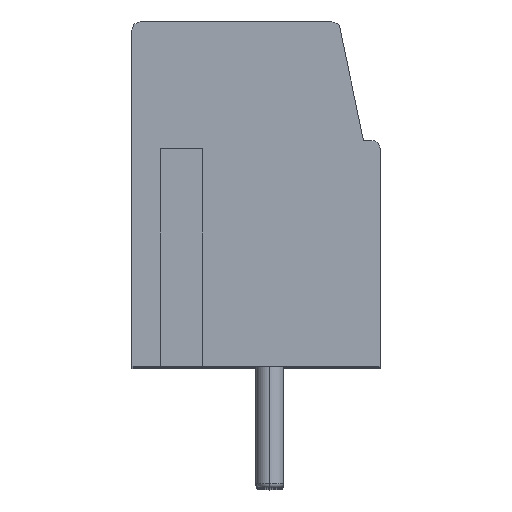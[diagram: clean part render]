
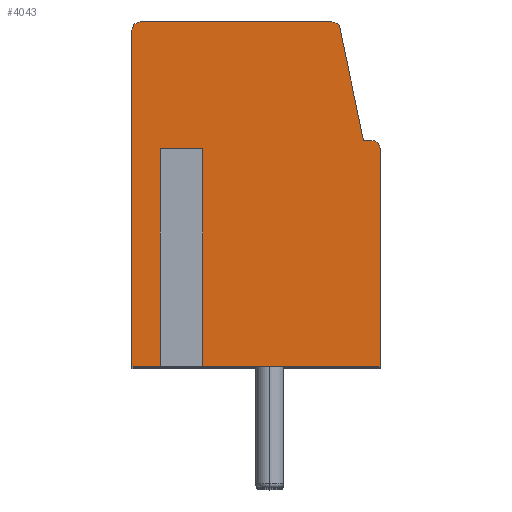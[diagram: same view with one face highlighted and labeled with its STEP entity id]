
A CAD part, top view. The second image highlights one B-rep face of the part: STEP entity #4043.
In plain terms, the highlighted planar face has unit normal (0, 0, 1).
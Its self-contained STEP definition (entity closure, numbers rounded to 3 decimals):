
#11 = CIRCLE ( 'NONE', #1146, 0.3 ) ;
#14 = VERTEX_POINT ( 'NONE', #2878 ) ;
#195 = ORIENTED_EDGE ( 'NONE', *, *, #4808, .F. ) ;
#199 = ORIENTED_EDGE ( 'NONE', *, *, #7983, .F. ) ;
#220 = FACE_OUTER_BOUND ( 'NONE', #1105, .T. ) ;
#254 = ORIENTED_EDGE ( 'NONE', *, *, #1742, .T. ) ;
#255 = LINE ( 'NONE', #4714, #9966 ) ;
#263 = VERTEX_POINT ( 'NONE', #10741 ) ;
#283 = VECTOR ( 'NONE', #3638, 1000. ) ;
#292 = VERTEX_POINT ( 'NONE', #9202 ) ;
#313 = DIRECTION ( 'NONE',  ( -1., 0., 0. ) ) ;
#456 = CARTESIAN_POINT ( 'NONE',  ( 7.256, 12.5, 22.5 ) ) ;
#458 = ORIENTED_EDGE ( 'NONE', *, *, #6248, .F. ) ;
#549 = DIRECTION ( 'NONE',  ( -1., 0., 0. ) ) ;
#557 = EDGE_CURVE ( 'NONE', #2768, #5913, #255, .T. ) ;
#572 = VECTOR ( 'NONE', #856, 1000. ) ;
#588 = DIRECTION ( 'NONE',  ( 0., 1., 0. ) ) ;
#729 = DIRECTION ( 'NONE',  ( -1., 0., 0. ) ) ;
#735 = VERTEX_POINT ( 'NONE', #5828 ) ;
#856 = DIRECTION ( 'NONE',  ( -1., 0., 0. ) ) ;
#876 = EDGE_CURVE ( 'NONE', #292, #8363, #1913, .T. ) ;
#1105 = EDGE_LOOP ( 'NONE', ( #254, #1397, #9396, #3645, #6538, #458, #9673, #9075, #9334, #199, #1328, #195, #2087 ) ) ;
#1146 = AXIS2_PLACEMENT_3D ( 'NONE', #8647, #9597, #11240 ) ;
#1328 = ORIENTED_EDGE ( 'NONE', *, *, #1728, .F. ) ;
#1397 = ORIENTED_EDGE ( 'NONE', *, *, #557, .F. ) ;
#1462 = EDGE_CURVE ( 'NONE', #14, #8363, #6253, .T. ) ;
#1602 = DIRECTION ( 'NONE',  ( 1., 0., 0. ) ) ;
#1728 = EDGE_CURVE ( 'NONE', #3241, #263, #4016, .T. ) ;
#1742 = EDGE_CURVE ( 'NONE', #6044, #5913, #5064, .T. ) ;
#1776 = LINE ( 'NONE', #6218, #9980 ) ;
#1808 = DIRECTION ( 'NONE',  ( 1., 0., 0. ) ) ;
#1817 = CIRCLE ( 'NONE', #4435, 0.3 ) ;
#1913 = CIRCLE ( 'NONE', #2093, 0.3 ) ;
#2087 = ORIENTED_EDGE ( 'NONE', *, *, #6115, .F. ) ;
#2093 = AXIS2_PLACEMENT_3D ( 'NONE', #9720, #11369, #729 ) ;
#2238 = DIRECTION ( 'NONE',  ( 0.205, -0.979, 0. ) ) ;
#2318 = EDGE_CURVE ( 'NONE', #9380, #4933, #1776, .T. ) ;
#2622 = CARTESIAN_POINT ( 'NONE',  ( 1.45, 0., 22.5 ) ) ;
#2648 = LINE ( 'NONE', #8042, #283 ) ;
#2768 = VERTEX_POINT ( 'NONE', #10516 ) ;
#2878 = CARTESIAN_POINT ( 'NONE',  ( 0.3, 12.5, 22.5 ) ) ;
#2967 = CARTESIAN_POINT ( 'NONE',  ( 2.15, 0., 22.5 ) ) ;
#3241 = VERTEX_POINT ( 'NONE', #2622 ) ;
#3638 = DIRECTION ( 'NONE',  ( 0., -1., 0. ) ) ;
#3645 = ORIENTED_EDGE ( 'NONE', *, *, #11048, .T. ) ;
#3778 = VERTEX_POINT ( 'NONE', #6628 ) ;
#3979 = DIRECTION ( 'NONE',  ( 0., 0., -1. ) ) ;
#4016 = LINE ( 'NONE', #10480, #10368 ) ;
#4043 = ADVANCED_FACE ( 'NONE', ( #220 ), #5682, .F. ) ;
#4435 = AXIS2_PLACEMENT_3D ( 'NONE', #8658, #5906, #549 ) ;
#4635 = CARTESIAN_POINT ( 'NONE',  ( 8.7, 8.2, 22.5 ) ) ;
#4714 = CARTESIAN_POINT ( 'NONE',  ( 9., 0., 22.5 ) ) ;
#4808 = EDGE_CURVE ( 'NONE', #7545, #3241, #2648, .T. ) ;
#4933 = VERTEX_POINT ( 'NONE', #4635 ) ;
#4954 = DIRECTION ( 'NONE',  ( 0., -1., 0. ) ) ;
#5064 = LINE ( 'NONE', #8593, #6018 ) ;
#5145 = AXIS2_PLACEMENT_3D ( 'NONE', #8215, #3979, #6498 ) ;
#5682 = PLANE ( 'NONE',  #5145 ) ;
#5776 = DIRECTION ( 'NONE',  ( -1., 0., 0. ) ) ;
#5828 = CARTESIAN_POINT ( 'NONE',  ( 9., 7.9, 22.5 ) ) ;
#5906 = DIRECTION ( 'NONE',  ( 0., 0., 1. ) ) ;
#5913 = VERTEX_POINT ( 'NONE', #2967 ) ;
#6018 = VECTOR ( 'NONE', #4954, 1000. ) ;
#6044 = VERTEX_POINT ( 'NONE', #8717 ) ;
#6085 = EDGE_CURVE ( 'NONE', #14, #3778, #11, .T. ) ;
#6115 = EDGE_CURVE ( 'NONE', #6044, #7545, #7105, .T. ) ;
#6218 = CARTESIAN_POINT ( 'NONE',  ( 9., 8.2, 22.5 ) ) ;
#6248 = EDGE_CURVE ( 'NONE', #292, #9380, #8394, .T. ) ;
#6253 = LINE ( 'NONE', #8791, #9431 ) ;
#6374 = EDGE_CURVE ( 'NONE', #735, #2768, #10682, .T. ) ;
#6498 = DIRECTION ( 'NONE',  ( -1., 0., 0. ) ) ;
#6538 = ORIENTED_EDGE ( 'NONE', *, *, #2318, .F. ) ;
#6628 = CARTESIAN_POINT ( 'NONE',  ( 0., 12.2, 22.5 ) ) ;
#6687 = CARTESIAN_POINT ( 'NONE',  ( 0., 8.2, 22.5 ) ) ;
#7105 = LINE ( 'NONE', #9893, #572 ) ;
#7545 = VERTEX_POINT ( 'NONE', #9821 ) ;
#7774 = LINE ( 'NONE', #6687, #11534 ) ;
#7983 = EDGE_CURVE ( 'NONE', #263, #3778, #7774, .T. ) ;
#8042 = CARTESIAN_POINT ( 'NONE',  ( 1.45, 7.9, 22.5 ) ) ;
#8215 = CARTESIAN_POINT ( 'NONE',  ( 9., 8.2, 22.5 ) ) ;
#8363 = VERTEX_POINT ( 'NONE', #456 ) ;
#8394 = LINE ( 'NONE', #11161, #11088 ) ;
#8457 = VECTOR ( 'NONE', #8679, 1000. ) ;
#8593 = CARTESIAN_POINT ( 'NONE',  ( 2.15, 7.9, 22.5 ) ) ;
#8647 = CARTESIAN_POINT ( 'NONE',  ( 0.3, 12.2, 22.5 ) ) ;
#8658 = CARTESIAN_POINT ( 'NONE',  ( 8.7, 7.9, 22.5 ) ) ;
#8679 = DIRECTION ( 'NONE',  ( 0., -1., 0. ) ) ;
#8717 = CARTESIAN_POINT ( 'NONE',  ( 2.15, 7.9, 22.5 ) ) ;
#8791 = CARTESIAN_POINT ( 'NONE',  ( 9., 12.5, 22.5 ) ) ;
#8953 = CARTESIAN_POINT ( 'NONE',  ( 8.4, 8.2, 22.5 ) ) ;
#9075 = ORIENTED_EDGE ( 'NONE', *, *, #1462, .F. ) ;
#9202 = CARTESIAN_POINT ( 'NONE',  ( 7.55, 12.261, 22.5 ) ) ;
#9334 = ORIENTED_EDGE ( 'NONE', *, *, #6085, .T. ) ;
#9380 = VERTEX_POINT ( 'NONE', #8953 ) ;
#9396 = ORIENTED_EDGE ( 'NONE', *, *, #6374, .F. ) ;
#9431 = VECTOR ( 'NONE', #1808, 1000. ) ;
#9597 = DIRECTION ( 'NONE',  ( 0., 0., 1. ) ) ;
#9673 = ORIENTED_EDGE ( 'NONE', *, *, #876, .T. ) ;
#9692 = CARTESIAN_POINT ( 'NONE',  ( 9., 8.2, 22.5 ) ) ;
#9720 = CARTESIAN_POINT ( 'NONE',  ( 7.256, 12.2, 22.5 ) ) ;
#9821 = CARTESIAN_POINT ( 'NONE',  ( 1.45, 7.9, 22.5 ) ) ;
#9893 = CARTESIAN_POINT ( 'NONE',  ( 2.15, 7.9, 22.5 ) ) ;
#9966 = VECTOR ( 'NONE', #313, 1000. ) ;
#9980 = VECTOR ( 'NONE', #1602, 1000. ) ;
#10368 = VECTOR ( 'NONE', #5776, 1000. ) ;
#10480 = CARTESIAN_POINT ( 'NONE',  ( 9., 0., 22.5 ) ) ;
#10516 = CARTESIAN_POINT ( 'NONE',  ( 9., 0., 22.5 ) ) ;
#10682 = LINE ( 'NONE', #9692, #8457 ) ;
#10741 = CARTESIAN_POINT ( 'NONE',  ( 0., 0., 22.5 ) ) ;
#11048 = EDGE_CURVE ( 'NONE', #735, #4933, #1817, .T. ) ;
#11088 = VECTOR ( 'NONE', #2238, 1000. ) ;
#11161 = CARTESIAN_POINT ( 'NONE',  ( 8.425, 8.08, 22.5 ) ) ;
#11240 = DIRECTION ( 'NONE',  ( -1., 0., 0. ) ) ;
#11369 = DIRECTION ( 'NONE',  ( 0., 0., 1. ) ) ;
#11534 = VECTOR ( 'NONE', #588, 1000. ) ;
